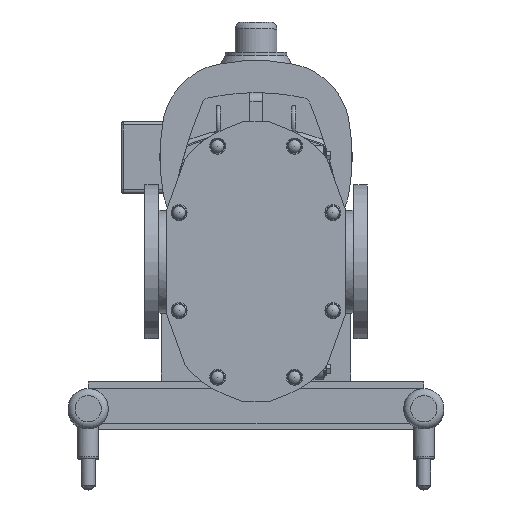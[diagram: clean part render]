
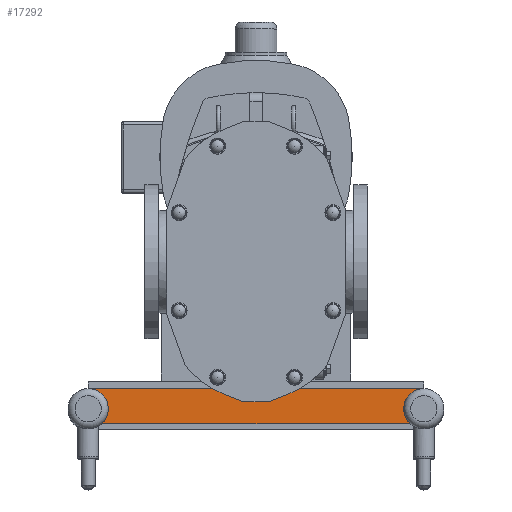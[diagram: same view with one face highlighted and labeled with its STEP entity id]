
A CAD part, top view. The second image highlights one B-rep face of the part: STEP entity #17292.
In plain terms, the highlighted planar face has unit normal (0, 0, 1).
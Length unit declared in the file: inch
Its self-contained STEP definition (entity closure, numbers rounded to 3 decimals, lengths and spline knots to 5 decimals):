
#998=CIRCLE('',#18325,1.44);
#999=CIRCLE('',#18326,1.44);
#2160=FACE_OUTER_BOUND('',#3161,.T.);
#3161=EDGE_LOOP('',(#11472,#11473,#11474,#11475,#11476,#11477));
#4296=LINE('',#25574,#5622);
#4297=LINE('',#25577,#5623);
#4298=LINE('',#25581,#5624);
#4299=LINE('',#25584,#5625);
#5622=VECTOR('',#20281,0.3937);
#5623=VECTOR('',#20284,0.3937);
#5624=VECTOR('',#20287,0.3937);
#5625=VECTOR('',#20290,0.3937);
#6949=VERTEX_POINT('',#25567);
#6951=VERTEX_POINT('',#25572);
#6952=VERTEX_POINT('',#25576);
#6953=VERTEX_POINT('',#25578);
#6954=VERTEX_POINT('',#25580);
#6955=VERTEX_POINT('',#25582);
#8756=EDGE_CURVE('',#6949,#6951,#4296,.T.);
#8757=EDGE_CURVE('',#6951,#6952,#4297,.T.);
#8758=EDGE_CURVE('',#6952,#6953,#998,.T.);
#8759=EDGE_CURVE('',#6953,#6954,#4298,.T.);
#8760=EDGE_CURVE('',#6954,#6955,#999,.T.);
#8761=EDGE_CURVE('',#6955,#6949,#4299,.T.);
#11472=ORIENTED_EDGE('',*,*,#8756,.T.);
#11473=ORIENTED_EDGE('',*,*,#8757,.T.);
#11474=ORIENTED_EDGE('',*,*,#8758,.T.);
#11475=ORIENTED_EDGE('',*,*,#8759,.T.);
#11476=ORIENTED_EDGE('',*,*,#8760,.T.);
#11477=ORIENTED_EDGE('',*,*,#8761,.T.);
#16756=PLANE('',#18324);
#17292=ADVANCED_FACE('',(#2160),#16756,.T.);
#18324=AXIS2_PLACEMENT_3D('',#25575,#20282,#20283);
#18325=AXIS2_PLACEMENT_3D('',#25579,#20285,#20286);
#18326=AXIS2_PLACEMENT_3D('',#25583,#20288,#20289);
#20281=DIRECTION('',(-1.,0.,0.));
#20282=DIRECTION('center_axis',(0.,0.,
1.));
#20283=DIRECTION('ref_axis',(1.,0.,0.));
#20284=DIRECTION('',(0.,-1.,0.));
#20285=DIRECTION('center_axis',(0.,0.,
-1.));
#20286=DIRECTION('ref_axis',(0.677,-0.736,0.));
#20287=DIRECTION('',(1.,0.,0.));
#20288=DIRECTION('center_axis',(0.,0.,
-1.));
#20289=DIRECTION('ref_axis',(-0.347,0.938,0.));
#20290=DIRECTION('',(0.,1.,0.));
#25567=CARTESIAN_POINT('',(11.4975,-9.062,-13.244));
#25572=CARTESIAN_POINT('',(-11.5025,-9.062,-13.244));
#25574=CARTESIAN_POINT('',(-0.0025,-9.062,-13.244));
#25575=CARTESIAN_POINT('Origin',(-0.0025,-10.27749,
-13.244));
#25576=CARTESIAN_POINT('',(-11.5025,-9.14909,-13.244));
#25577=CARTESIAN_POINT('',(-11.5025,-9.14909,-13.244));
#25578=CARTESIAN_POINT('',(-11.02782,-11.5595,-13.244));
#25579=CARTESIAN_POINT('Origin',(-12.0025,-10.4995,-13.244));
#25580=CARTESIAN_POINT('',(11.02282,-11.5595,-13.244));
#25581=CARTESIAN_POINT('',(11.02282,-11.5595,-13.244));
#25582=CARTESIAN_POINT('',(11.4975,-9.14909,-13.244));
#25583=CARTESIAN_POINT('Origin',(11.9975,-10.4995,-13.244));
#25584=CARTESIAN_POINT('',(11.4975,-9.0595,-13.244));
